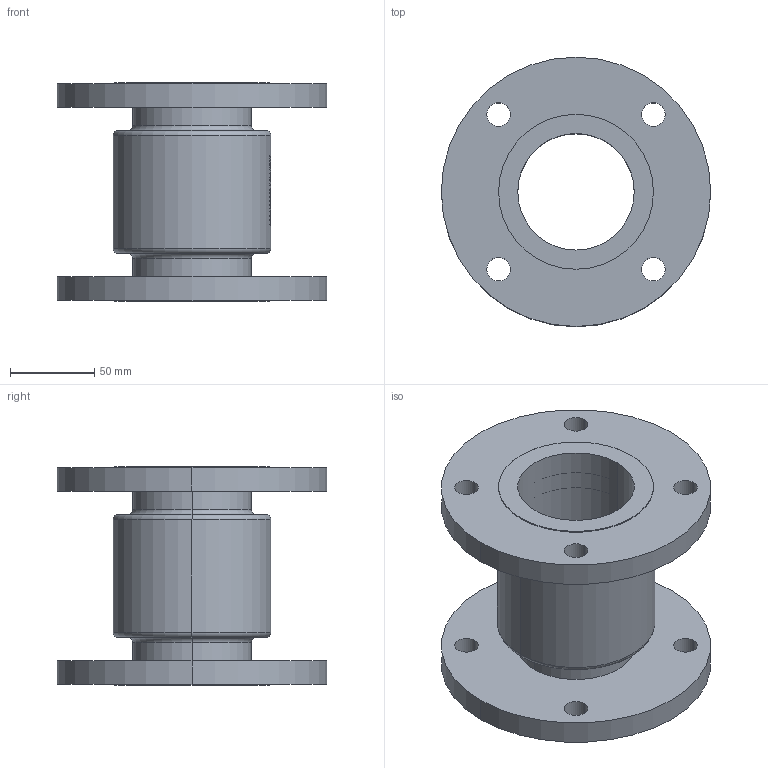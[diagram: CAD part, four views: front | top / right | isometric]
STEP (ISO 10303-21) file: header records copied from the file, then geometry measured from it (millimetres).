
FILE_DESCRIPTION (( 'STEP AP214' ), '1' );
FILE_NAME ('ALPHA-C_DN065_PN06_6000017304.STEP', '2021-10-21T06:30:40', ( 'axxx' ), ( 'Hewlett-Packard Company' ), 'SwSTEP 2.0', 'SolidWorks 2019', '' );
FILE_SCHEMA (( 'AUTOMOTIVE_DESIGN' ));
Length unit declared in the file: millimetre
Products named in the file (1): ALPHA-C_DN065_PN06_6000017304
Bounding box: 160 x 160 x 130 mm (x, y, z)
Volume: 675863 mm3; surface area: 143634.2 mm2
Topology: 1 solids, 1 shells, 576 faces, 1537 edges, 1022 vertices
Faces by surface type: plane 270, bspline 230, cylinder 68, torus 8
Entity records: 30605 total; most frequent: CARTESIAN_POINT 17835, ORIENTED_EDGE 3074, DIRECTION 1846, EDGE_CURVE 1537, VERTEX_POINT 1022, LINE 820, VECTOR 820, EDGE_LOOP 653
